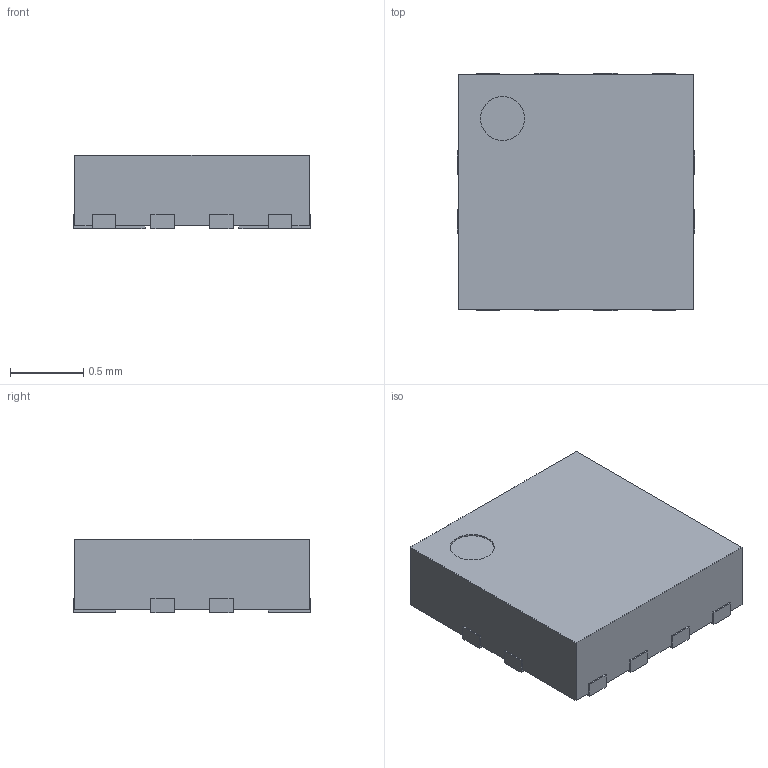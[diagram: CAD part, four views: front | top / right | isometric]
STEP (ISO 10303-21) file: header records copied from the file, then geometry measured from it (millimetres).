
FILE_DESCRIPTION (( 'STEP AP214' ), '1' );
FILE_NAME ('X2QFN12.STEP', '2020-09-07T06:25:32', ( 'Bee-bee-mama' ), ( '' ), 'SwSTEP 2.0', 'SolidWorks 2018', '' );
FILE_SCHEMA (( 'AUTOMOTIVE_DESIGN' ));
Length unit declared in the file: millimetre
Products named in the file (1): X2QFN12
Bounding box: 1.62 x 1.62 x 0.5 mm (x, y, z)
Volume: 1.2 mm3; surface area: 8.5 mm2
Topology: 1 solids, 1 shells, 81 faces, 234 edges, 156 vertices
Faces by surface type: plane 79, cylinder 2
Entity records: 2998 total; most frequent: CARTESIAN_POINT 472, ORIENTED_EDGE 468, DIRECTION 402, EDGE_CURVE 234, LINE 230, VECTOR 230, VERTEX_POINT 156, AXIS2_PLACEMENT_3D 86
